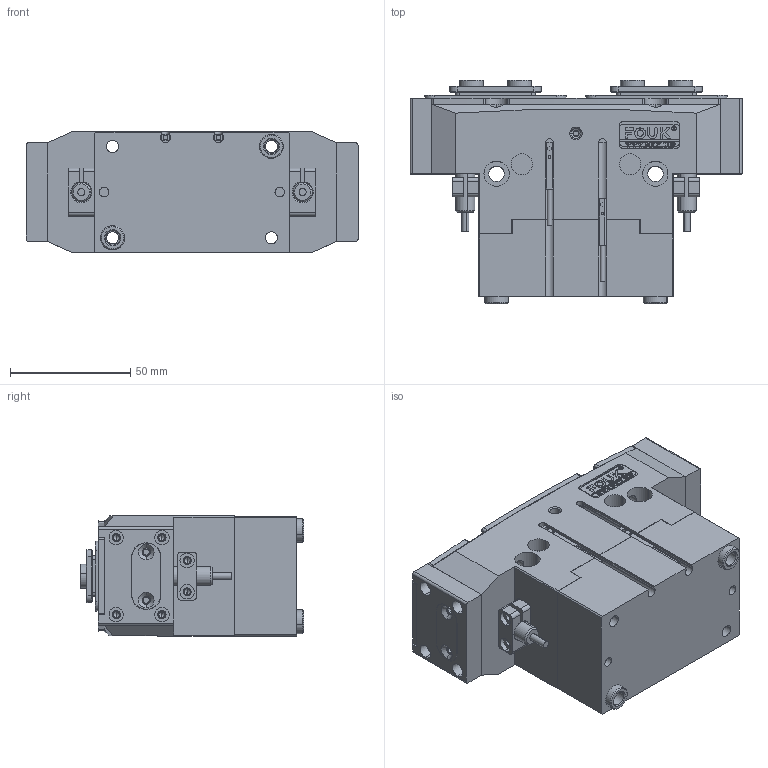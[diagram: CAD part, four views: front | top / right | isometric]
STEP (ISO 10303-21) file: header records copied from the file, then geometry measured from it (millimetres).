
FILE_DESCRIPTION (( 'STEP AP203' ), '1' );
FILE_NAME ('FR45-120-S-P-NO.STEP', '2025-05-06T07:11:02', ( 'USER-' ), ( 'Microsoft' ), 'SwSTEP 2.0', 'SolidWorks 2018', '' );
FILE_SCHEMA (( 'CONFIG_CONTROL_DESIGN' ));
Length unit declared in the file: millimetre
Products named in the file (21): TRT45-120-MX-01A 喘倛褲极A; 揤輸杅耀.sldasm-Part-9; 25x10-R1.5; FR45-120-S-P; 10x6-12杶种; TRT46-120-M-12 耜猾极; TRT45-120-MX-22B 晊扥极; 8x23諉輪羲壽; ﾏ擎ﾗ10｡ﾁ6｡ﾁ6; 褫籵蚚苤結裔; 棠羲換覜ん; TRT45-120饜滅鳥; TRT46-120-M-13 移动挡板(默认); 揤輸; P-GS-T-01 喘倛蚚標釱; TRT46-120-S-02 喘倛賑輸; TRT46-120-M-14 忒硌薊啣; TRT46-120-M-11奻葡裔啣; FR45-120-S-P-NO; 内六角圆柱头螺钉[GBT70_1-2008][M2.5×8]; TRT45-120-MX-06 笢猾え
Assembly tree (34 placements, depth 4):
  FR45-120-S-P-NO
    FR45-120-S-P
      TRT45-120-MX-01A 喘倛褲极A
      TRT45-120-MX-06 笢猾え
      P-GS-T-01 喘倛蚚標釱  x2
      8x23諉輪羲壽  x2
      揤輸  x2
        揤輸杅耀.sldasm-Part-9
        内六角圆柱头螺钉[GBT70_1-2008][M2.5×8]
      25x10-R1.5
      棠羲換覜ん  x2
      TRT46-120-S-02 喘倛賑輸  x2
      TRT45-120饜滅鳥
        TRT46-120-M-11奻葡裔啣
        TRT46-120-M-12 耜猾极  x2
        TRT46-120-M-14 忒硌薊啣  x2
        TRT46-120-M-13 移动挡板(默认)  x2
        褫籵蚚苤結裔  x2
        10x6-12杶种  x4
    TRT45-120-MX-22B 晊扥极
    ﾏ擎ﾗ10｡ﾁ6｡ﾁ6  x2
Bounding box: 138 x 93 x 50.1 mm (x, y, z)
Volume: 389816.1 mm3; surface area: 120668 mm2
Topology: 33 solids, 39 shells, 1879 faces, 4789 edges, 3023 vertices
Faces by surface type: plane 762, cylinder 605, cone 341, bspline 155, torus 16
Entity records: 51476 total; most frequent: CARTESIAN_POINT 14430, ORIENTED_EDGE 7232, DIRECTION 6937, EDGE_CURVE 3616, AXIS2_PLACEMENT_3D 2370, VERTEX_POINT 2339, VECTOR 2197, LINE 2197
